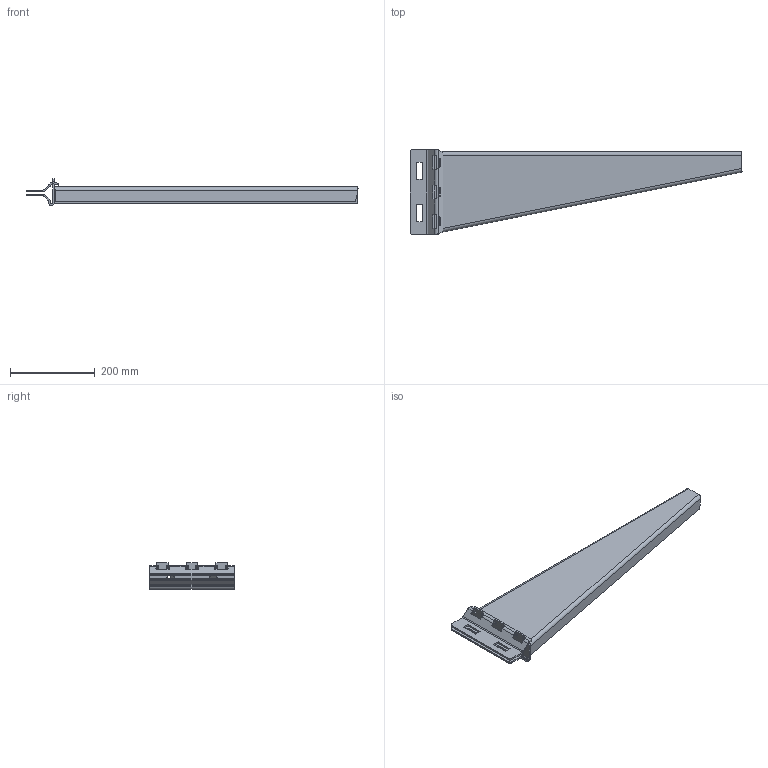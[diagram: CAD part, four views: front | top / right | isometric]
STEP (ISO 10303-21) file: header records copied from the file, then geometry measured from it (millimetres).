
FILE_DESCRIPTION((''),'2;1');
FILE_NAME('721370_ASM','2019-03-19T10:53:45',('tomasz.grudniewski'),(''),'CREO PARAMETRIC BY PTC INC, 2018500','CREO PARAMETRIC BY PTC INC, 2018500','');
FILE_SCHEMA(('CONFIG_CONTROL_DESIGN'));
Length unit declared in the file: millimetre
Products named in the file (4): WWKH700; PODG_WWKH200_Z; PODG_WWKH200; 721370_ASM
Assembly tree (3 placements, depth 2):
  721370_ASM
    WWKH700
    PODG_WWKH200_Z
    PODG_WWKH200
Bounding box: 782.25 x 200 x 63.28 mm (x, y, z)
Volume: 662507.7 mm3; surface area: 349314.9 mm2
Topology: 3 solids, 3 shells, 299 faces, 817 edges, 518 vertices
Faces by surface type: plane 173, cylinder 109, bspline 17
Entity records: 10091 total; most frequent: CARTESIAN_POINT 2296, ORIENTED_EDGE 1634, DIRECTION 1585, EDGE_CURVE 817, VECTOR 559, LINE 559, VERTEX_POINT 518, AXIS2_PLACEMENT_3D 513
